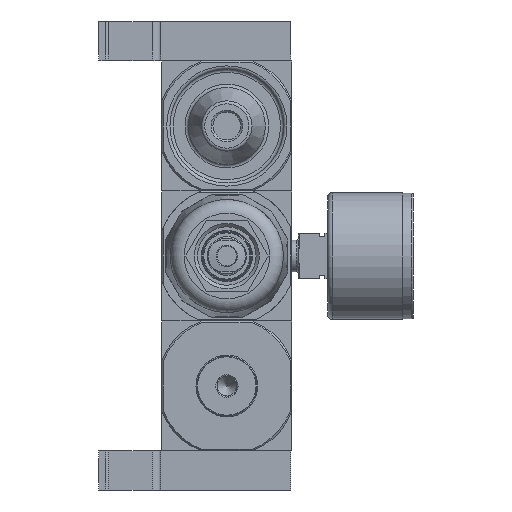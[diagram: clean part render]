
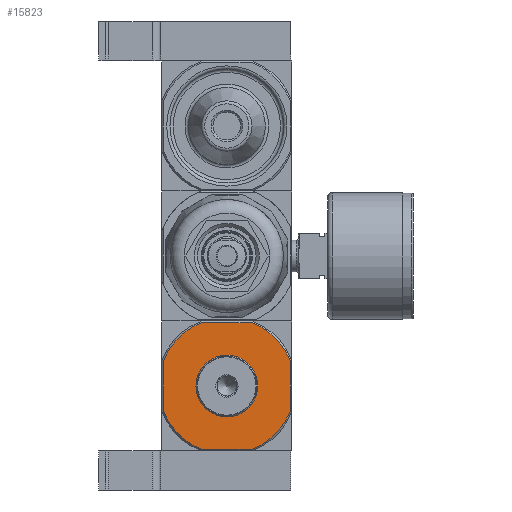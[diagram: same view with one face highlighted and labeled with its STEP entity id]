
A CAD part, front view. The second image highlights one B-rep face of the part: STEP entity #15823.
In plain terms, the highlighted planar face has unit normal (0, -1, 0).
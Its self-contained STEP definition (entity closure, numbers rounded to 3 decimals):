
#1765=CIRCLE('',#22584,9.5);
#1766=CIRCLE('',#22585,21.);
#1767=CIRCLE('',#22586,21.);
#1768=CIRCLE('',#22587,21.);
#1769=CIRCLE('',#22588,21.);
#5768=ORIENTED_EDGE('',*,*,#8172,.F.);
#5769=ORIENTED_EDGE('',*,*,#8173,.T.);
#5770=ORIENTED_EDGE('',*,*,#8174,.F.);
#5771=ORIENTED_EDGE('',*,*,#8168,.T.);
#5772=ORIENTED_EDGE('',*,*,#8175,.F.);
#5773=ORIENTED_EDGE('',*,*,#8176,.F.);
#5774=ORIENTED_EDGE('',*,*,#8177,.F.);
#5775=ORIENTED_EDGE('',*,*,#8178,.F.);
#5776=ORIENTED_EDGE('',*,*,#8179,.F.);
#8168=EDGE_CURVE('',#9760,#9761,#10797,.T.);
#8172=EDGE_CURVE('',#9764,#9764,#1765,.F.);
#8173=EDGE_CURVE('',#9765,#9766,#10799,.T.);
#8174=EDGE_CURVE('',#9760,#9766,#1766,.T.);
#8175=EDGE_CURVE('',#9767,#9761,#1767,.T.);
#8176=EDGE_CURVE('',#9768,#9767,#10800,.T.);
#8177=EDGE_CURVE('',#9769,#9768,#1768,.T.);
#8178=EDGE_CURVE('',#9770,#9769,#10801,.T.);
#8179=EDGE_CURVE('',#9765,#9770,#1769,.T.);
#9760=VERTEX_POINT('',#32795);
#9761=VERTEX_POINT('',#32796);
#9764=VERTEX_POINT('',#32810);
#9765=VERTEX_POINT('',#32812);
#9766=VERTEX_POINT('',#32813);
#9767=VERTEX_POINT('',#32816);
#9768=VERTEX_POINT('',#32818);
#9769=VERTEX_POINT('',#32820);
#9770=VERTEX_POINT('',#32822);
#10797=LINE('',#32794,#11787);
#10799=LINE('',#32811,#11789);
#10800=LINE('',#32817,#11790);
#10801=LINE('',#32821,#11791);
#11787=VECTOR('',#27168,1000.);
#11789=VECTOR('',#27174,1000.);
#11790=VECTOR('',#27179,1000.);
#11791=VECTOR('',#27182,1000.);
#13020=EDGE_LOOP('',(#5768));
#13021=EDGE_LOOP('',(#5769,#5770,#5771,#5772,#5773,#5774,#5775,#5776));
#14335=FACE_BOUND('',#13020,.T.);
#14336=FACE_BOUND('',#13021,.T.);
#14915=PLANE('',#22583);
#15823=ADVANCED_FACE('',(#14335,#14336),#14915,.F.);
#22583=AXIS2_PLACEMENT_3D('',#32808,#27170,#27171);
#22584=AXIS2_PLACEMENT_3D('',#32809,#27172,#27173);
#22585=AXIS2_PLACEMENT_3D('',#32814,#27175,#27176);
#22586=AXIS2_PLACEMENT_3D('',#32815,#27177,#27178);
#22587=AXIS2_PLACEMENT_3D('',#32819,#27180,#27181);
#22588=AXIS2_PLACEMENT_3D('',#32823,#27183,#27184);
#27168=DIRECTION('',(0.,0.,-1.));
#27170=DIRECTION('',(0.,1.,0.));
#27171=DIRECTION('',(0.,0.,1.));
#27172=DIRECTION('',(0.,1.,0.));
#27173=DIRECTION('',(0.,0.,1.));
#27174=DIRECTION('',(-1.,0.,0.));
#27175=DIRECTION('',(0.,1.,0.));
#27176=DIRECTION('',(-1.,0.,0.));
#27177=DIRECTION('',(0.,1.,0.));
#27178=DIRECTION('',(-1.,0.,0.));
#27179=DIRECTION('',(-1.,0.,0.));
#27180=DIRECTION('',(0.,1.,0.));
#27181=DIRECTION('',(-1.,0.,0.));
#27182=DIRECTION('',(0.,0.,-1.));
#27183=DIRECTION('',(0.,1.,0.));
#27184=DIRECTION('',(-1.,0.,0.));
#32794=CARTESIAN_POINT('',(-19.5,-20.,20.));
#32795=CARTESIAN_POINT('',(-19.5,-20.,7.794));
#32796=CARTESIAN_POINT('',(-19.5,-20.,-7.794));
#32808=CARTESIAN_POINT('',(-19.5,-20.,20.));
#32809=CARTESIAN_POINT('',(0.,-20.,0.));
#32810=CARTESIAN_POINT('',(0.,-20.,9.5));
#32811=CARTESIAN_POINT('',(20.,-20.,19.5));
#32812=CARTESIAN_POINT('',(7.794,-20.,19.5));
#32813=CARTESIAN_POINT('',(-7.794,-20.,19.5));
#32814=CARTESIAN_POINT('',(0.,-20.,0.));
#32815=CARTESIAN_POINT('',(0.,-20.,0.));
#32816=CARTESIAN_POINT('',(-7.794,-20.,-19.5));
#32817=CARTESIAN_POINT('',(20.,-20.,-19.5));
#32818=CARTESIAN_POINT('',(7.794,-20.,-19.5));
#32819=CARTESIAN_POINT('',(0.,-20.,0.));
#32820=CARTESIAN_POINT('',(19.5,-20.,-7.794));
#32821=CARTESIAN_POINT('',(19.5,-20.,20.));
#32822=CARTESIAN_POINT('',(19.5,-20.,7.794));
#32823=CARTESIAN_POINT('',(0.,-20.,0.));
